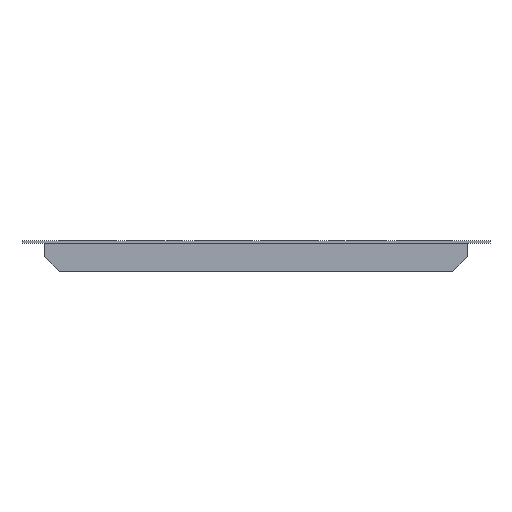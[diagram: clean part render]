
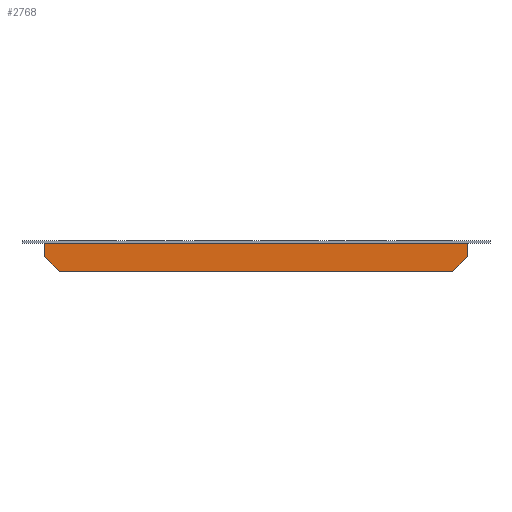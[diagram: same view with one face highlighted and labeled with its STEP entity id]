
A CAD part, front view. The second image highlights one B-rep face of the part: STEP entity #2768.
In plain terms, the highlighted planar face has unit normal (0, -1, 0).
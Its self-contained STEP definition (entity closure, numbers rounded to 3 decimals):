
#199 = ORIENTED_EDGE ( 'NONE', *, *, #3120, .T. ) ;
#200 = LINE ( 'NONE', #1796, #5319 ) ;
#582 = PLANE ( 'NONE',  #10232 ) ;
#669 = LINE ( 'NONE', #723, #8929 ) ;
#723 = CARTESIAN_POINT ( 'NONE',  ( 113., -32., -15. ) ) ;
#734 = CARTESIAN_POINT ( 'NONE',  ( 105., -32., -15. ) ) ;
#814 = ORIENTED_EDGE ( 'NONE', *, *, #5525, .F. ) ;
#1097 = VERTEX_POINT ( 'NONE', #8583 ) ;
#1128 = ORIENTED_EDGE ( 'NONE', *, *, #1140, .T. ) ;
#1140 = EDGE_CURVE ( 'NONE', #9744, #4856, #5690, .T. ) ;
#1483 = CARTESIAN_POINT ( 'NONE',  ( 113., -32., -7. ) ) ;
#1796 = CARTESIAN_POINT ( 'NONE',  ( -113., -32., -15. ) ) ;
#2047 = DIRECTION ( 'NONE',  ( -1., 0., 0. ) ) ;
#2194 = LINE ( 'NONE', #8559, #4333 ) ;
#2262 = ORIENTED_EDGE ( 'NONE', *, *, #10093, .T. ) ;
#2628 = CARTESIAN_POINT ( 'NONE',  ( -105., -32., -15. ) ) ;
#2735 = CARTESIAN_POINT ( 'NONE',  ( 113., -32., 0. ) ) ;
#2768 = ADVANCED_FACE ( 'NONE', ( #5231 ), #582, .F. ) ;
#2882 = CARTESIAN_POINT ( 'NONE',  ( 113., -32., -15. ) ) ;
#2916 = VERTEX_POINT ( 'NONE', #734 ) ;
#2928 = DIRECTION ( 'NONE',  ( 0., 1., 0. ) ) ;
#3016 = VERTEX_POINT ( 'NONE', #1483 ) ;
#3120 = EDGE_CURVE ( 'NONE', #2916, #3016, #7602, .T. ) ;
#3477 = CARTESIAN_POINT ( 'NONE',  ( -113., -32., -7. ) ) ;
#3618 = DIRECTION ( 'NONE',  ( 0., 0., 1. ) ) ;
#4310 = EDGE_CURVE ( 'NONE', #10216, #1097, #9311, .T. ) ;
#4333 = VECTOR ( 'NONE', #2047, 1000. ) ;
#4385 = VECTOR ( 'NONE', #7756, 1000. ) ;
#4405 = ORIENTED_EDGE ( 'NONE', *, *, #4310, .T. ) ;
#4856 = VERTEX_POINT ( 'NONE', #2628 ) ;
#5130 = EDGE_LOOP ( 'NONE', ( #814, #1128, #8257, #199, #2262, #4405 ) ) ;
#5231 = FACE_OUTER_BOUND ( 'NONE', #5130, .T. ) ;
#5319 = VECTOR ( 'NONE', #3618, 1000. ) ;
#5525 = EDGE_CURVE ( 'NONE', #9744, #1097, #200, .T. ) ;
#5690 = LINE ( 'NONE', #7233, #7462 ) ;
#6074 = DIRECTION ( 'NONE',  ( 0., 0., 1. ) ) ;
#6494 = DIRECTION ( 'NONE',  ( 0.707, 0., -0.707 ) ) ;
#6745 = CARTESIAN_POINT ( 'NONE',  ( 113., -32., 0. ) ) ;
#6854 = CARTESIAN_POINT ( 'NONE',  ( 109., -32., -11. ) ) ;
#7170 = DIRECTION ( 'NONE',  ( 0., 0., 1. ) ) ;
#7233 = CARTESIAN_POINT ( 'NONE',  ( 4., -32., -124. ) ) ;
#7462 = VECTOR ( 'NONE', #6494, 1000. ) ;
#7602 = LINE ( 'NONE', #6854, #4385 ) ;
#7756 = DIRECTION ( 'NONE',  ( 0.707, 0., 0.707 ) ) ;
#8257 = ORIENTED_EDGE ( 'NONE', *, *, #9312, .F. ) ;
#8559 = CARTESIAN_POINT ( 'NONE',  ( 113., -32., -15. ) ) ;
#8583 = CARTESIAN_POINT ( 'NONE',  ( -113., -32., 0. ) ) ;
#8929 = VECTOR ( 'NONE', #7170, 1000. ) ;
#9168 = VECTOR ( 'NONE', #10008, 1000. ) ;
#9311 = LINE ( 'NONE', #6745, #9168 ) ;
#9312 = EDGE_CURVE ( 'NONE', #2916, #4856, #2194, .T. ) ;
#9744 = VERTEX_POINT ( 'NONE', #3477 ) ;
#10008 = DIRECTION ( 'NONE',  ( -1., 0., 0. ) ) ;
#10093 = EDGE_CURVE ( 'NONE', #3016, #10216, #669, .T. ) ;
#10216 = VERTEX_POINT ( 'NONE', #2735 ) ;
#10232 = AXIS2_PLACEMENT_3D ( 'NONE', #2882, #2928, #6074 ) ;
